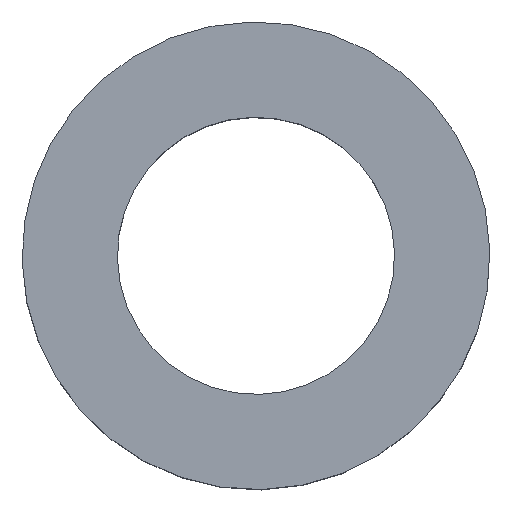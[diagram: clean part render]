
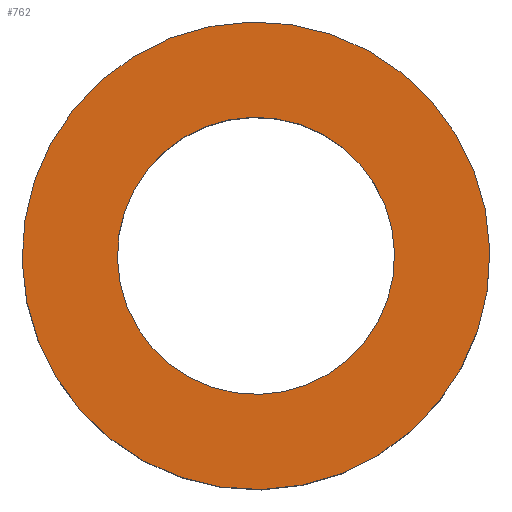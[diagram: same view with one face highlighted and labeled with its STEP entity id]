
A CAD part, top view. The second image highlights one B-rep face of the part: STEP entity #762.
In plain terms, the highlighted planar face has unit normal (0, 0, 1).
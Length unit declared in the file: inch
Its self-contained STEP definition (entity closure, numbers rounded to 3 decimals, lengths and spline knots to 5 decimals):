
#706=AXIS2_PLACEMENT_3D('Circle Axis2P3D',#704,#705,$) ;
#725=AXIS2_PLACEMENT_3D('Circle Axis2P3D',#723,#724,$) ;
#738=AXIS2_PLACEMENT_3D('Plane Axis2P3D',#735,#736,#737) ;
#746=AXIS2_PLACEMENT_3D('Circle Axis2P3D',#744,#745,$) ;
#755=AXIS2_PLACEMENT_3D('Circle Axis2P3D',#753,#754,$) ;
#701=CARTESIAN_POINT('Vertex',(8.09031,14.80921,15.75)) ;
#704=CARTESIAN_POINT('Axis2P3D Location',(0.,0.,15.75)) ;
#708=CARTESIAN_POINT('Vertex',(-8.09031,-14.80921,15.75)) ;
#723=CARTESIAN_POINT('Axis2P3D Location',(0.,0.,15.75)) ;
#735=CARTESIAN_POINT('Axis2P3D Location',(0.,16.875,15.75)) ;
#744=CARTESIAN_POINT('Axis2P3D Location',(0.,0.,15.75)) ;
#748=CARTESIAN_POINT('Vertex',(-4.79426,-8.77583,15.75)) ;
#750=CARTESIAN_POINT('Vertex',(4.79426,8.77583,15.75)) ;
#753=CARTESIAN_POINT('Axis2P3D Location',(0.,0.,15.75)) ;
#705=DIRECTION('Axis2P3D Direction',(0.,0.,-0.039)) ;
#724=DIRECTION('Axis2P3D Direction',(0.,0.,-0.039)) ;
#736=DIRECTION('Axis2P3D Direction',(0.,0.,-0.039)) ;
#737=DIRECTION('Axis2P3D XDirection',(0.039,0.,0.)) ;
#745=DIRECTION('Axis2P3D Direction',(0.,0.,-0.039)) ;
#754=DIRECTION('Axis2P3D Direction',(0.,0.,-0.039)) ;
#741=ORIENTED_EDGE('',*,*,#710,.F.) ;
#742=ORIENTED_EDGE('',*,*,#727,.F.) ;
#759=ORIENTED_EDGE('',*,*,#752,.T.) ;
#760=ORIENTED_EDGE('',*,*,#757,.T.) ;
#761=FACE_BOUND('',#758,.T.) ;
#762=ADVANCED_FACE('PartBody',(#743,#761),#739,.F.) ;
#707=CIRCLE('generated circle',#706,16.875) ;
#726=CIRCLE('generated circle',#725,16.875) ;
#747=CIRCLE('generated circle',#746,10.) ;
#756=CIRCLE('generated circle',#755,10.) ;
#710=EDGE_CURVE('',#702,#709,#707,.T.) ;
#727=EDGE_CURVE('',#709,#702,#726,.T.) ;
#752=EDGE_CURVE('',#749,#751,#747,.T.) ;
#757=EDGE_CURVE('',#751,#749,#756,.T.) ;
#740=EDGE_LOOP('',(#741,#742)) ;
#758=EDGE_LOOP('',(#759,#760)) ;
#743=FACE_OUTER_BOUND('',#740,.T.) ;
#739=PLANE('',#738) ;
#702=VERTEX_POINT('',#701) ;
#709=VERTEX_POINT('',#708) ;
#749=VERTEX_POINT('',#748) ;
#751=VERTEX_POINT('',#750) ;
